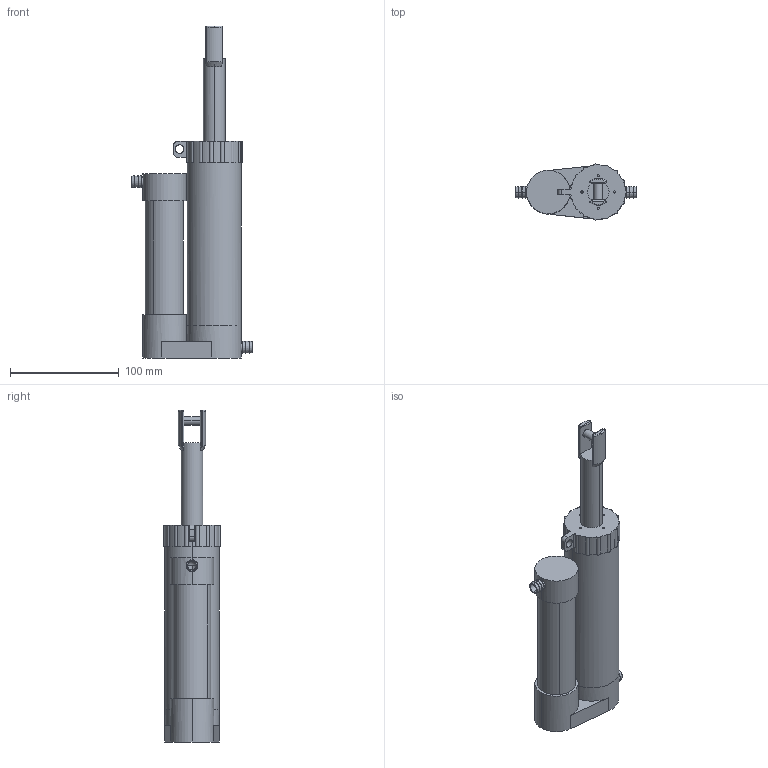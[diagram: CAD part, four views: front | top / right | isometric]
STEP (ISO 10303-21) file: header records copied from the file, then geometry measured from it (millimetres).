
FILE_DESCRIPTION (( 'STEP AP203' ), '1' );
FILE_NAME ('water_purification_assembly.STEP', '2019-01-03T04:14:28', ( '' ), ( '' ), 'SwSTEP 2.0', 'SolidWorks 2018', '' );
FILE_SCHEMA (( 'CONFIG_CONTROL_DESIGN' ));
Length unit declared in the file: inch
Products named in the file (8): balletje.par; waterzuivering.par; filter.par; hefboom1.par; water_purification_assembly; hefboom2.par; zuiger.par; water_purification_assembly(2)^water_purification_assembly
Assembly tree (6 placements, depth 3):
  hefboom1.par
  water_purification_assembly
    water_purification_assembly(2)^water_purification_assembly
      waterzuivering.par
      zuiger.par
      filter.par
      balletje.par  x2
  hefboom2.par
Bounding box: 111 x 51.74 x 306 mm (x, y, z)
Volume: 391885.7 mm3; surface area: 113425.3 mm2
Topology: 6 solids, 6 shells, 219 faces, 522 edges, 309 vertices
Faces by surface type: cylinder 116, plane 48, cone 39, sphere 9, bspline 4, torus 3
Entity records: 7305 total; most frequent: CARTESIAN_POINT 1405, DIRECTION 1189, ORIENTED_EDGE 1006, EDGE_CURVE 503, AXIS2_PLACEMENT_3D 497, VERTEX_POINT 301, CIRCLE 274, EDGE_LOOP 240
